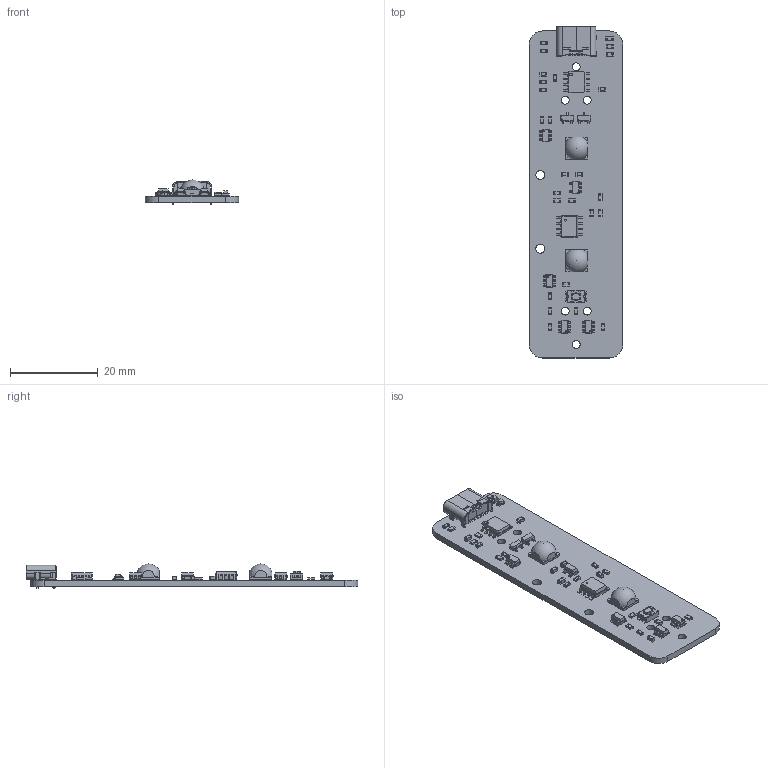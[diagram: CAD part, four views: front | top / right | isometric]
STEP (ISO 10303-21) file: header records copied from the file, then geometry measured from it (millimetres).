
FILE_DESCRIPTION(('KiCad electronic assembly'),'2;1');
FILE_NAME('Photon.step','2025-11-10T22:52:44',('Pcbnew'),('Kicad'), 'Open CASCADE STEP processor 7.9','KiCad to STEP converter','Unknown' );
FILE_SCHEMA(('AUTOMOTIVE_DESIGN { 1 0 10303 214 1 1 1 1 }'));
Length unit declared in the file: millimetre
Products named in the file (13): Photon 1; SO-8_3.9x4.9mm_P1.27mm; C_0603_1608Metric; USB_C_Receptacle_GCT_USB4125-xx-x-0190_6P_TopMnt_Horizontal; SOT-23-6; R_0603_1608Metric; SW_Push_1P1T_NO_CK_KMR2; LED_0603_1608Metric; SOT-23; LED_Cree-XHP50_6V_HighDensity; SOT-23-5; SOIC-8-1EP_3.9x4.9mm_P1.27mm_EP2.29x3mm; Photon_PCB
Assembly tree (40 placements, depth 2):
  Photon 1
    SO-8_3.9x4.9mm_P1.27mm
    C_0603_1608Metric  x7
    USB_C_Receptacle_GCT_USB4125-xx-x-0190_6P_TopMnt_Horizontal
    SOT-23-6  x4
    R_0603_1608Metric  x17
    SW_Push_1P1T_NO_CK_KMR2
    LED_0603_1608Metric  x2
    SOT-23  x2
    LED_Cree-XHP50_6V_HighDensity  x2
    SOT-23-5
    SOIC-8-1EP_3.9x4.9mm_P1.27mm_EP2.29x3mm
    Photon_PCB
Bounding box: 21.24 x 75.54 x 5.48 mm (x, y, z)
Volume: 2700.7 mm3; surface area: 4668.1 mm2
Topology: 55 solids, 55 shells, 2537 faces, 6620 edges, 4219 vertices
Faces by surface type: plane 1779, cylinder 604, bspline 144, torus 6, cone 2, sphere 2
Full cylindrical faces by diameter (mm): 0.8 x2, 1.8 x6, 2.032 x2
Entity records: 55323 total; most frequent: CARTESIAN_POINT 7991, ORIENTED_EDGE 7546, DIRECTION 7108, EDGE_CURVE 3765, LINE 2992, VECTOR 2992, VERTEX_POINT 2381, AXIS2_PLACEMENT_3D 2058
